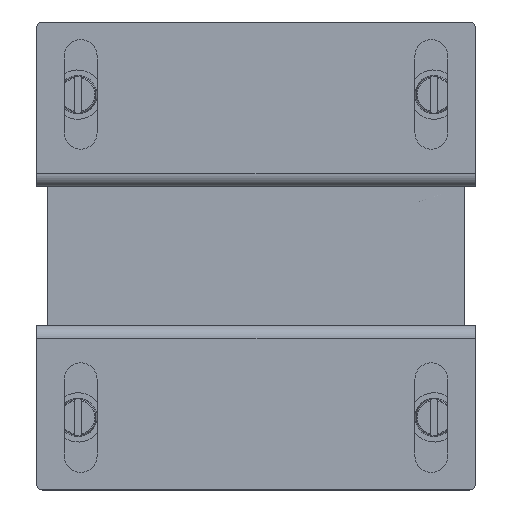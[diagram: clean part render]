
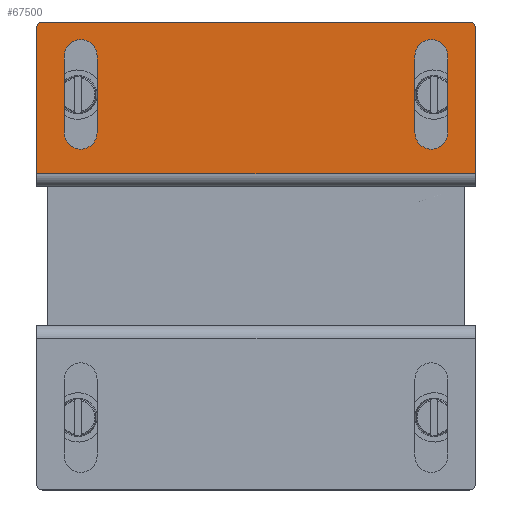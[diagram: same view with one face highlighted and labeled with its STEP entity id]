
A CAD part, front view. The second image highlights one B-rep face of the part: STEP entity #67500.
In plain terms, the highlighted planar face has unit normal (0, -1, 0).
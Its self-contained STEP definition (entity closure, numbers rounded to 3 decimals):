
#522 = AXIS2_PLACEMENT_3D ( 'NONE', #94975, #2583, #76372 ) ;
#835 = LINE ( 'NONE', #93849, #60298 ) ;
#1640 = DIRECTION ( 'NONE',  ( 0., 0., -1. ) ) ;
#1656 = EDGE_CURVE ( 'NONE', #118149, #98293, #88759, .T. ) ;
#2382 = CARTESIAN_POINT ( 'NONE',  ( -7.212, 5.26, 71.305 ) ) ;
#2449 = DIRECTION ( 'NONE',  ( 0., 0., -1. ) ) ;
#2583 = DIRECTION ( 'NONE',  ( 0., -1., 0. ) ) ;
#2745 = EDGE_CURVE ( 'NONE', #118149, #62635, #57608, .T. ) ;
#3861 = DIRECTION ( 'NONE',  ( 0., 0., 1. ) ) ;
#3917 = AXIS2_PLACEMENT_3D ( 'NONE', #11668, #4280, #2449 ) ;
#4280 = DIRECTION ( 'NONE',  ( 0., -1., 0. ) ) ;
#6047 = DIRECTION ( 'NONE',  ( 0., -1., 0. ) ) ;
#6396 = EDGE_CURVE ( 'NONE', #74298, #86297, #24512, .T. ) ;
#8884 = FACE_OUTER_BOUND ( 'NONE', #40435, .T. ) ;
#10909 = ORIENTED_EDGE ( 'NONE', *, *, #95619, .F. ) ;
#11668 = CARTESIAN_POINT ( 'NONE',  ( 64.788, 5.26, 92.769 ) ) ;
#12579 = DIRECTION ( 'NONE',  ( 0., 0., -1. ) ) ;
#14007 = DIRECTION ( 'NONE',  ( 0., 0., 1. ) ) ;
#14044 = CARTESIAN_POINT ( 'NONE',  ( -6.212, 5.26, 98.969 ) ) ;
#14771 = VERTEX_POINT ( 'NONE', #37059 ) ;
#15426 = CARTESIAN_POINT ( 'NONE',  ( 67.788, 5.26, 78.769 ) ) ;
#16883 = CARTESIAN_POINT ( 'NONE',  ( 3.788, 5.26, 78.769 ) ) ;
#19631 = EDGE_CURVE ( 'NONE', #32803, #62635, #835, .T. ) ;
#21098 = CARTESIAN_POINT ( 'NONE',  ( 72.788, 5.26, 97.969 ) ) ;
#21705 = CIRCLE ( 'NONE', #3917, 3. ) ;
#22690 = DIRECTION ( 'NONE',  ( 0., 0., -1. ) ) ;
#22821 = CARTESIAN_POINT ( 'NONE',  ( 71.788, 5.26, 98.969 ) ) ;
#24083 = ORIENTED_EDGE ( 'NONE', *, *, #1656, .T. ) ;
#24512 = LINE ( 'NONE', #71140, #31469 ) ;
#24968 = ORIENTED_EDGE ( 'NONE', *, *, #19631, .T. ) ;
#28941 = CARTESIAN_POINT ( 'NONE',  ( -2.212, 5.26, 92.769 ) ) ;
#30619 = EDGE_CURVE ( 'NONE', #85728, #121614, #40789, .T. ) ;
#31187 = CARTESIAN_POINT ( 'NONE',  ( 64.788, 5.26, 75.769 ) ) ;
#31469 = VECTOR ( 'NONE', #22690, 1000. ) ;
#32803 = VERTEX_POINT ( 'NONE', #49541 ) ;
#32970 = CARTESIAN_POINT ( 'NONE',  ( 61.788, 5.26, 92.769 ) ) ;
#33937 = CIRCLE ( 'NONE', #109251, 3. ) ;
#36053 = CIRCLE ( 'NONE', #522, 1. ) ;
#36969 = CARTESIAN_POINT ( 'NONE',  ( 0.788, 5.26, 78.769 ) ) ;
#37059 = CARTESIAN_POINT ( 'NONE',  ( -2.212, 5.26, 78.769 ) ) ;
#37830 = CARTESIAN_POINT ( 'NONE',  ( 67.788, 5.26, 92.769 ) ) ;
#38616 = ORIENTED_EDGE ( 'NONE', *, *, #111425, .T. ) ;
#38642 = DIRECTION ( 'NONE',  ( 0., 0., -1. ) ) ;
#39129 = CIRCLE ( 'NONE', #110268, 1. ) ;
#39615 = CARTESIAN_POINT ( 'NONE',  ( 3.788, 5.26, 92.769 ) ) ;
#39736 = CARTESIAN_POINT ( 'NONE',  ( 64.788, 5.26, 78.769 ) ) ;
#39888 = CARTESIAN_POINT ( 'NONE',  ( -6.212, 5.26, 97.969 ) ) ;
#40435 = EDGE_LOOP ( 'NONE', ( #24083, #38616, #120971, #57665, #24968, #119128 ) ) ;
#40789 = CIRCLE ( 'NONE', #108020, 3. ) ;
#41503 = VECTOR ( 'NONE', #75577, 1000. ) ;
#41961 = CIRCLE ( 'NONE', #51855, 3. ) ;
#42109 = CARTESIAN_POINT ( 'NONE',  ( 72.788, 5.26, 71.305 ) ) ;
#43373 = EDGE_CURVE ( 'NONE', #86297, #76217, #113139, .T. ) ;
#43972 = VECTOR ( 'NONE', #86409, 1000. ) ;
#44090 = ORIENTED_EDGE ( 'NONE', *, *, #119303, .F. ) ;
#44526 = CARTESIAN_POINT ( 'NONE',  ( 64.788, 5.26, 78.769 ) ) ;
#46219 = EDGE_CURVE ( 'NONE', #121614, #14771, #47728, .T. ) ;
#47728 = LINE ( 'NONE', #28941, #72367 ) ;
#47947 = VECTOR ( 'NONE', #14007, 1000. ) ;
#48456 = DIRECTION ( 'NONE',  ( 0., -1., 0. ) ) ;
#48596 = CIRCLE ( 'NONE', #84256, 3. ) ;
#49541 = CARTESIAN_POINT ( 'NONE',  ( -7.212, 5.26, 97.969 ) ) ;
#50200 = ORIENTED_EDGE ( 'NONE', *, *, #104753, .F. ) ;
#51006 = VECTOR ( 'NONE', #3861, 1000. ) ;
#51634 = CARTESIAN_POINT ( 'NONE',  ( 0.788, 5.26, 75.769 ) ) ;
#51694 = EDGE_LOOP ( 'NONE', ( #67520, #51759, #10909, #54359, #44090 ) ) ;
#51759 = ORIENTED_EDGE ( 'NONE', *, *, #30619, .F. ) ;
#51855 = AXIS2_PLACEMENT_3D ( 'NONE', #39736, #48456, #118192 ) ;
#53488 = CARTESIAN_POINT ( 'NONE',  ( 72.788, 5.26, 70.569 ) ) ;
#54359 = ORIENTED_EDGE ( 'NONE', *, *, #78802, .F. ) ;
#55027 = VERTEX_POINT ( 'NONE', #51634 ) ;
#57383 = LINE ( 'NONE', #94512, #43972 ) ;
#57476 = ORIENTED_EDGE ( 'NONE', *, *, #6396, .F. ) ;
#57608 = LINE ( 'NONE', #2382, #41503 ) ;
#57665 = ORIENTED_EDGE ( 'NONE', *, *, #108078, .T. ) ;
#58645 = ORIENTED_EDGE ( 'NONE', *, *, #122115, .F. ) ;
#59174 = DIRECTION ( 'NONE',  ( 0., 0., 1. ) ) ;
#59958 = AXIS2_PLACEMENT_3D ( 'NONE', #77105, #76487, #59174 ) ;
#60298 = VECTOR ( 'NONE', #38642, 1000. ) ;
#60885 = CARTESIAN_POINT ( 'NONE',  ( 61.788, 5.26, 78.769 ) ) ;
#62185 = VERTEX_POINT ( 'NONE', #15426 ) ;
#62635 = VERTEX_POINT ( 'NONE', #85466 ) ;
#67134 = VECTOR ( 'NONE', #122515, 1000. ) ;
#67500 = ADVANCED_FACE ( 'NONE', ( #112369, #93875, #8884 ), #122283, .F. ) ;
#67520 = ORIENTED_EDGE ( 'NONE', *, *, #46219, .F. ) ;
#67580 = DIRECTION ( 'NONE',  ( 0., 0., -1. ) ) ;
#70339 = EDGE_LOOP ( 'NONE', ( #57476, #50200, #58645, #80274, #87223 ) ) ;
#70476 = LINE ( 'NONE', #90276, #47947 ) ;
#71140 = CARTESIAN_POINT ( 'NONE',  ( 61.788, 5.26, 92.769 ) ) ;
#72367 = VECTOR ( 'NONE', #67580, 1000. ) ;
#74298 = VERTEX_POINT ( 'NONE', #32970 ) ;
#75577 = DIRECTION ( 'NONE',  ( -1., 0., 0. ) ) ;
#76107 = LINE ( 'NONE', #113812, #67134 ) ;
#76217 = VERTEX_POINT ( 'NONE', #31187 ) ;
#76372 = DIRECTION ( 'NONE',  ( 0., 0., 1. ) ) ;
#76487 = DIRECTION ( 'NONE',  ( 0., 1., 0. ) ) ;
#77105 = CARTESIAN_POINT ( 'NONE',  ( 72.788, 5.26, 70.569 ) ) ;
#78295 = DIRECTION ( 'NONE',  ( 0., -1., 0. ) ) ;
#78802 = EDGE_CURVE ( 'NONE', #55027, #89950, #33937, .T. ) ;
#80274 = ORIENTED_EDGE ( 'NONE', *, *, #110163, .F. ) ;
#80988 = CARTESIAN_POINT ( 'NONE',  ( 0.788, 5.26, 78.769 ) ) ;
#84256 = AXIS2_PLACEMENT_3D ( 'NONE', #80988, #100817, #118752 ) ;
#85466 = CARTESIAN_POINT ( 'NONE',  ( -7.212, 5.26, 71.305 ) ) ;
#85728 = VERTEX_POINT ( 'NONE', #39615 ) ;
#86297 = VERTEX_POINT ( 'NONE', #60885 ) ;
#86409 = DIRECTION ( 'NONE',  ( -1., 0., 0. ) ) ;
#87223 = ORIENTED_EDGE ( 'NONE', *, *, #43373, .F. ) ;
#88505 = CARTESIAN_POINT ( 'NONE',  ( 0.788, 5.26, 92.769 ) ) ;
#88759 = LINE ( 'NONE', #53488, #51006 ) ;
#89950 = VERTEX_POINT ( 'NONE', #16883 ) ;
#90276 = CARTESIAN_POINT ( 'NONE',  ( 3.788, 5.26, 92.769 ) ) ;
#91856 = VERTEX_POINT ( 'NONE', #22821 ) ;
#93849 = CARTESIAN_POINT ( 'NONE',  ( -7.212, 5.26, 70.569 ) ) ;
#93875 = FACE_BOUND ( 'NONE', #70339, .T. ) ;
#94512 = CARTESIAN_POINT ( 'NONE',  ( 72.788, 5.26, 98.969 ) ) ;
#94975 = CARTESIAN_POINT ( 'NONE',  ( 71.788, 5.26, 97.969 ) ) ;
#95236 = DIRECTION ( 'NONE',  ( 0., -1., 0. ) ) ;
#95619 = EDGE_CURVE ( 'NONE', #89950, #85728, #70476, .T. ) ;
#95771 = EDGE_CURVE ( 'NONE', #91856, #102277, #57383, .T. ) ;
#96485 = CARTESIAN_POINT ( 'NONE',  ( -2.212, 5.26, 92.769 ) ) ;
#98293 = VERTEX_POINT ( 'NONE', #21098 ) ;
#100817 = DIRECTION ( 'NONE',  ( 0., -1., 0. ) ) ;
#101843 = VERTEX_POINT ( 'NONE', #37830 ) ;
#102277 = VERTEX_POINT ( 'NONE', #14044 ) ;
#104753 = EDGE_CURVE ( 'NONE', #101843, #74298, #21705, .T. ) ;
#108007 = DIRECTION ( 'NONE',  ( 0., 0., 1. ) ) ;
#108020 = AXIS2_PLACEMENT_3D ( 'NONE', #88505, #6047, #108297 ) ;
#108078 = EDGE_CURVE ( 'NONE', #102277, #32803, #39129, .T. ) ;
#108297 = DIRECTION ( 'NONE',  ( 0., 0., -1. ) ) ;
#109251 = AXIS2_PLACEMENT_3D ( 'NONE', #36969, #95236, #1640 ) ;
#110163 = EDGE_CURVE ( 'NONE', #76217, #62185, #41961, .T. ) ;
#110268 = AXIS2_PLACEMENT_3D ( 'NONE', #39888, #78295, #108007 ) ;
#111425 = EDGE_CURVE ( 'NONE', #98293, #91856, #36053, .T. ) ;
#112369 = FACE_BOUND ( 'NONE', #51694, .T. ) ;
#113139 = CIRCLE ( 'NONE', #121127, 3. ) ;
#113812 = CARTESIAN_POINT ( 'NONE',  ( 67.788, 5.26, 92.769 ) ) ;
#116072 = DIRECTION ( 'NONE',  ( 0., -1., 0. ) ) ;
#118149 = VERTEX_POINT ( 'NONE', #42109 ) ;
#118192 = DIRECTION ( 'NONE',  ( 0., 0., -1. ) ) ;
#118752 = DIRECTION ( 'NONE',  ( 0., 0., -1. ) ) ;
#119128 = ORIENTED_EDGE ( 'NONE', *, *, #2745, .F. ) ;
#119303 = EDGE_CURVE ( 'NONE', #14771, #55027, #48596, .T. ) ;
#120971 = ORIENTED_EDGE ( 'NONE', *, *, #95771, .T. ) ;
#121127 = AXIS2_PLACEMENT_3D ( 'NONE', #44526, #116072, #12579 ) ;
#121614 = VERTEX_POINT ( 'NONE', #96485 ) ;
#122115 = EDGE_CURVE ( 'NONE', #62185, #101843, #76107, .T. ) ;
#122283 = PLANE ( 'NONE',  #59958 ) ;
#122515 = DIRECTION ( 'NONE',  ( 0., 0., 1. ) ) ;
